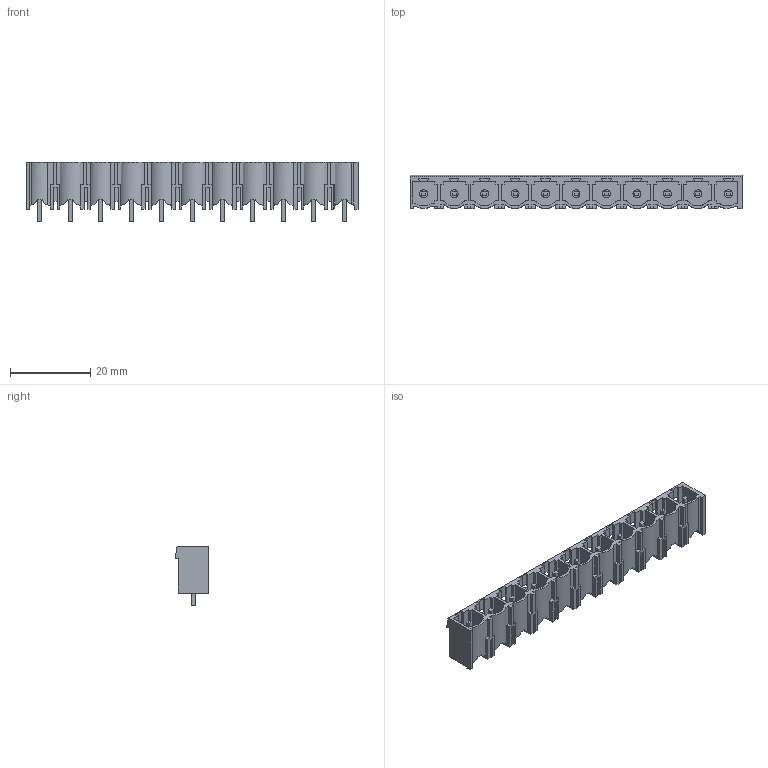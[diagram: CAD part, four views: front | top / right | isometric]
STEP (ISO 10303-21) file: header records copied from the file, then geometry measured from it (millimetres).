
FILE_DESCRIPTION(('CATIA V5 STEP Exchange','CAx-IF Rec.Pracs.--- Model Styling and Organization---1.4--- 2014-01-23'),'2;1');
FILE_NAME ('D1447753_1_1048960000_1048960000.stp','2021-05-20T12:44:33+00:00',('none'),('Weidmueller'),'CATIA Version 5-6 Release 2016 SP3 HF44','CATIA V5 STEP AP214','none');
FILE_SCHEMA(('AUTOMOTIVE_DESIGN { 1 0 10303 214 1 1 1 1 }'));
Length unit declared in the file: millimetre
Products named in the file (1): 1048960000
Bounding box: 83 x 8.4 x 14.95 mm (x, y, z)
Volume: 2977.8 mm3; surface area: 7298.6 mm2
Topology: 12 solids, 12 shells, 546 faces, 1567 edges, 1045 vertices
Faces by surface type: plane 462, cylinder 84
Entity records: 16759 total; most frequent: CARTESIAN_POINT 3402, ORIENTED_EDGE 3134, DIRECTION 2147, EDGE_CURVE 1567, VECTOR 1376, LINE 1376, VERTEX_POINT 1045, EDGE_LOOP 568
